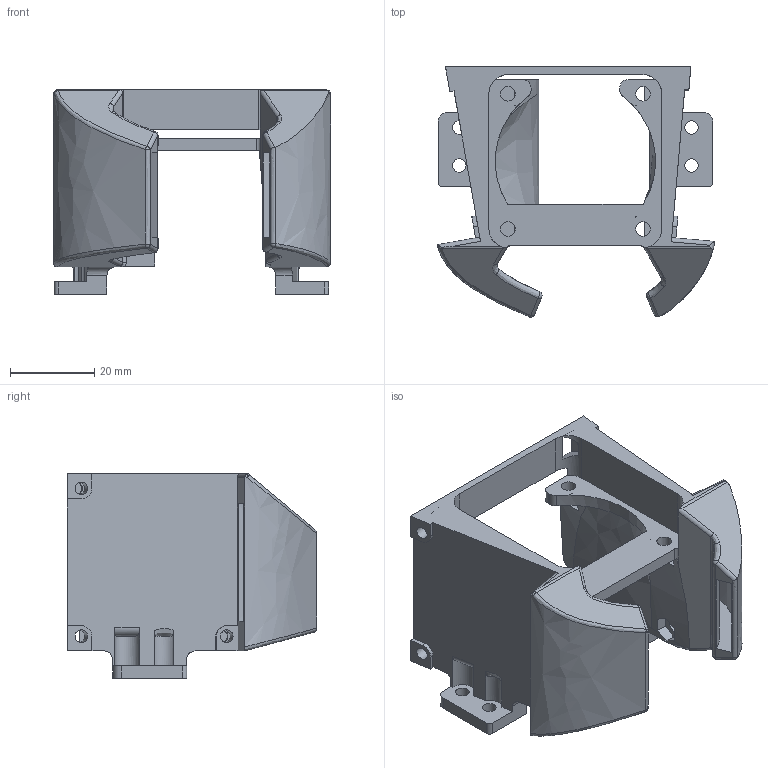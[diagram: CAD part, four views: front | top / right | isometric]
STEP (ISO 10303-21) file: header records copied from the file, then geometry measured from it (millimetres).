
FILE_DESCRIPTION(/* description */ (''),/* implementation_level */ '2;1');
FILE_NAME(/* name */ 'Duct.step',/* time_stamp */ '2021-09-15T04:23:57+08:00',/* author */ (''),/* organization */ (''),/* preprocessor_version */ 'ST-DEVELOPER v18.1',/* originating_system */ 'Autodesk Translation Framework v10.10.0.1391',/* authorisation */ '');
FILE_SCHEMA (('AUTOMOTIVE_DESIGN { 1 0 10303 214 3 1 1 }'));
Length unit declared in the file: millimetre
Products named in the file (1): Duct
Bounding box: 65.65 x 59.21 x 48.5 mm (x, y, z)
Volume: 40678.6 mm3; surface area: 20626.4 mm2
Topology: 1 solids, 1 shells, 248 faces, 698 edges, 454 vertices
Faces by surface type: plane 133, cylinder 66, bspline 41, sphere 8
Full cylindrical faces by diameter (mm): 3 x8, 3.2 x4, 3.45 x4
Entity records: 9399 total; most frequent: CARTESIAN_POINT 3122, ORIENTED_EDGE 1396, DIRECTION 1135, EDGE_CURVE 698, VERTEX_POINT 454, LINE 423, VECTOR 423, AXIS2_PLACEMENT_3D 356
